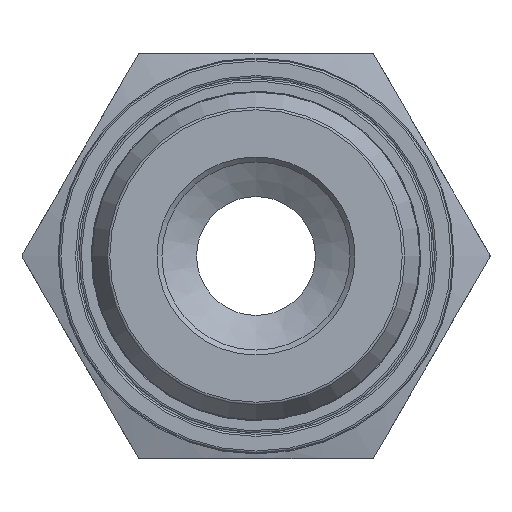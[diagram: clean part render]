
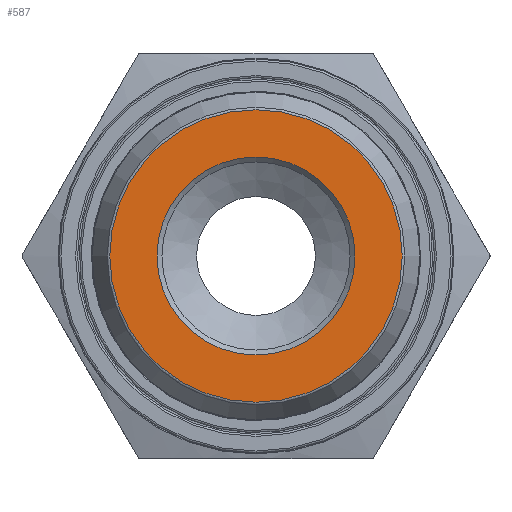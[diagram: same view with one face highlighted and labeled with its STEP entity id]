
A CAD part, left-side view. The second image highlights one B-rep face of the part: STEP entity #587.
In plain terms, the highlighted planar face has unit normal (-1, 0, 0).
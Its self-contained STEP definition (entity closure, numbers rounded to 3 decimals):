
#383=FACE_BOUND('',#742,.T.);
#384=FACE_BOUND('',#743,.T.);
#492=CIRCLE('',#1559,10.);
#493=CIRCLE('',#1560,14.772);
#549=PLANE('',#1561);
#587=ADVANCED_FACE('',(#383,#384),#549,.F.);
#742=EDGE_LOOP('',(#1049));
#743=EDGE_LOOP('',(#1050));
#1049=ORIENTED_EDGE('',*,*,#1418,.T.);
#1050=ORIENTED_EDGE('',*,*,#1419,.T.);
#1277=VERTEX_POINT('',#2617);
#1278=VERTEX_POINT('',#2619);
#1418=EDGE_CURVE('',#1277,#1277,#492,.T.);
#1419=EDGE_CURVE('',#1278,#1278,#493,.T.);
#1559=AXIS2_PLACEMENT_3D('',#2616,#1782,#1783);
#1560=AXIS2_PLACEMENT_3D('',#2618,#1784,#1785);
#1561=AXIS2_PLACEMENT_3D('',#2620,#1786,#1787);
#1782=DIRECTION('',(1.,0.,0.));
#1783=DIRECTION('',(0.,0.,-1.));
#1784=DIRECTION('',(-1.,0.,0.));
#1785=DIRECTION('',(0.,0.,-1.));
#1786=DIRECTION('',(1.,0.,0.));
#1787=DIRECTION('',(0.,0.,-1.));
#2616=CARTESIAN_POINT('',(0.,0.,0.));
#2617=CARTESIAN_POINT('',(0.,0.,-10.));
#2618=CARTESIAN_POINT('',(0.,0.,0.));
#2619=CARTESIAN_POINT('',(0.,0.,-14.772));
#2620=CARTESIAN_POINT('',(0.,-23.435,0.));
